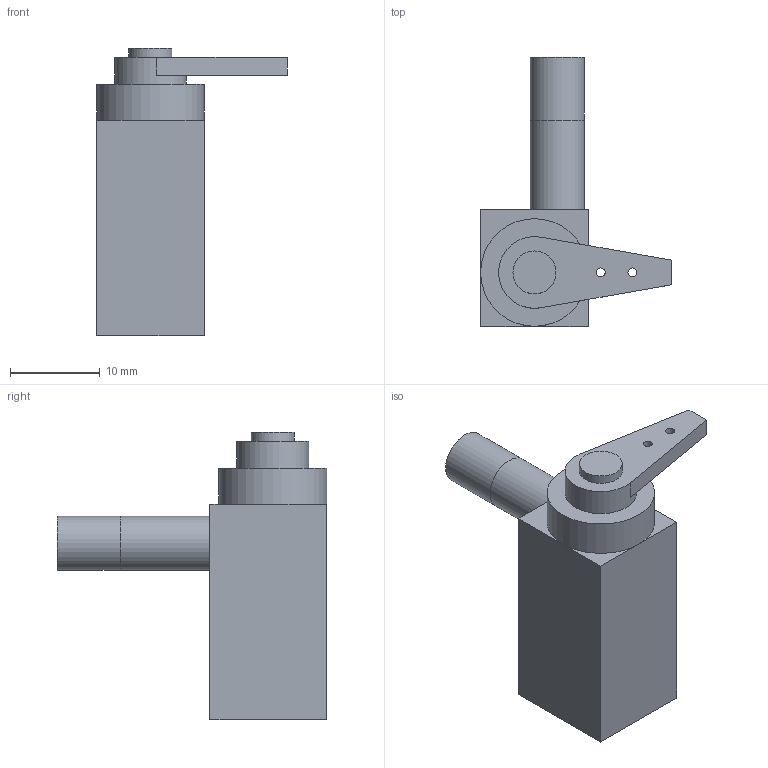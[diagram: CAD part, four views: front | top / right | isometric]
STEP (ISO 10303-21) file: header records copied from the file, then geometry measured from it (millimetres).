
FILE_DESCRIPTION(('STEP AP242'), '1');
FILE_NAME('ñåðâà2', '', ('UNSPECIFIED'), ('UNSPECIFIED'), 'C3D Converter', 'C3D Toolkit', '');
FILE_SCHEMA(('AP242_MANAGED_MODEL_BASED_3D_ENGINEERING_MIM_LF { 1 0 10303 442 1 1 4 }'));
Length unit declared in the file: millimetre
Bounding box: 21.26 x 30 x 32 mm (x, y, z)
Volume: 4958.3 mm3; surface area: 2297.5 mm2
Topology: 2 solids, 2 shells, 25 faces, 50 edges, 32 vertices
Faces by surface type: plane 18, cylinder 7
Full cylindrical faces by diameter (mm): 1 x2, 4.8 x1, 6 x2, 8 x1, 12 x1
Entity records: 669 total; most frequent: DIRECTION 113, CARTESIAN_POINT 101, ORIENTED_EDGE 86, AXIS2_PLACEMENT_3D 44, EDGE_CURVE 43, EDGE_LOOP 39, VERTEX_POINT 32, FACE_BOUND 27
